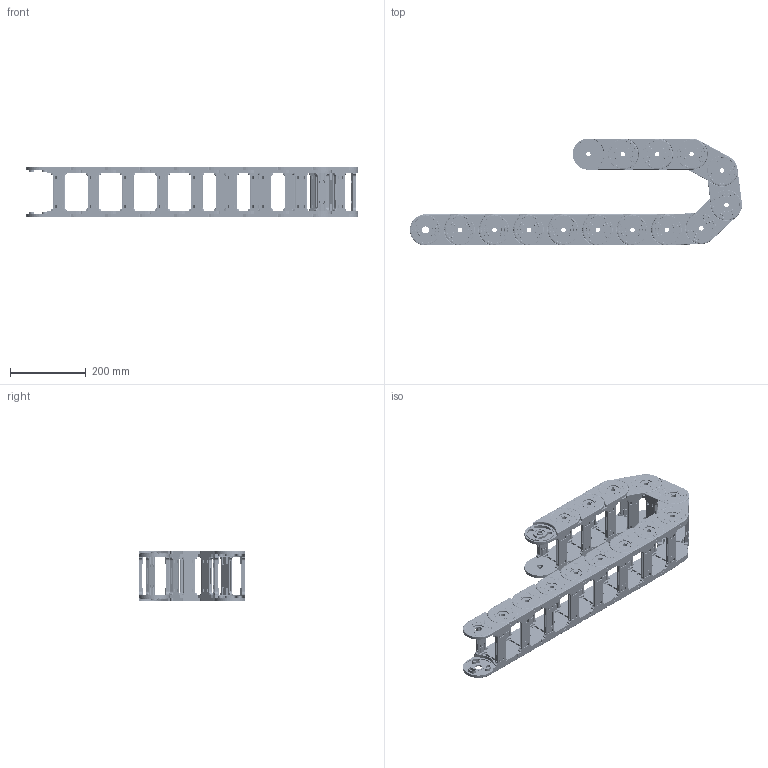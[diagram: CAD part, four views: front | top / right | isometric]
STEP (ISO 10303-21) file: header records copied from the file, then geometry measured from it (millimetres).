
FILE_DESCRIPTION (( 'STEP AP214' ), '1' );
FILE_NAME ('CK60-A100-R100.STEP', '2019-09-06T09:17:19', ( '' ), ( '' ), 'SwSTEP 2.0', 'SolidWorks 2017', '' );
FILE_SCHEMA (( 'AUTOMOTIVE_DESIGN' ));
Length unit declared in the file: millimetre
Products named in the file (2): CK60-A100; CK60-A100-R100
Assembly tree (14 placements, depth 2):
  CK60-A100-R100
    CK60-A100  x14
Bounding box: 876.18 x 282.03 x 132.56 mm (x, y, z)
Volume: 3231414.2 mm3; surface area: 1630879.6 mm2
Topology: 56 solids, 56 shells, 13440 faces, 34720 edges, 22400 vertices
Faces by surface type: plane 5712, cylinder 4116, bspline 2884, torus 504, sphere 224
Entity records: 38779 total; most frequent: CARTESIAN_POINT 16897, ORIENTED_EDGE 4936, DIRECTION 4022, EDGE_CURVE 2468, VERTEX_POINT 1600, AXIS2_PLACEMENT_3D 1345, VECTOR 1332, LINE 1332
